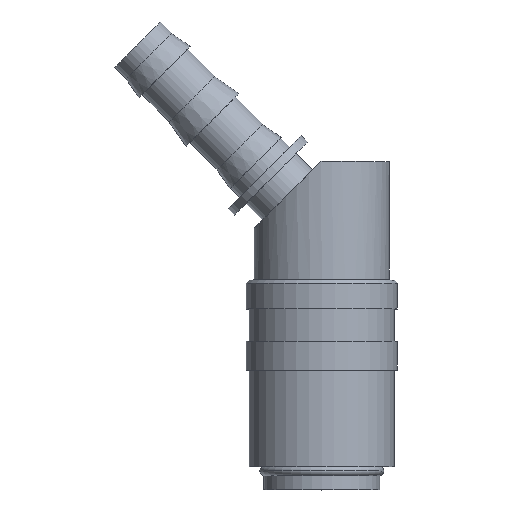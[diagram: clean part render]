
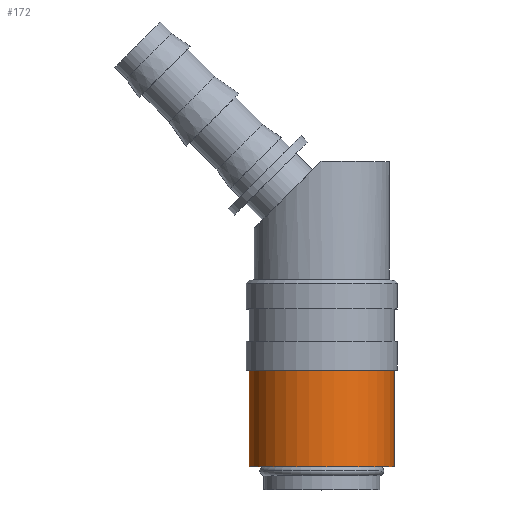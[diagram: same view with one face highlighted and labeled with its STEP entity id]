
A CAD part, top view. The second image highlights one B-rep face of the part: STEP entity #172.
In plain terms, the highlighted cylindrical face has radius 11.25 mm (diameter 22.5 mm), a partial arc.
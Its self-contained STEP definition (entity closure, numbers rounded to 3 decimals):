
#172=ADVANCED_FACE('',(#364),#365,.T.);
#364=FACE_OUTER_BOUND('',#565,.T.);
#365=CYLINDRICAL_SURFACE('',#566,11.25);
#565=EDGE_LOOP('',(#976,#977,#978,#979));
#566=AXIS2_PLACEMENT_3D('',#980,#981,#982);
#976=ORIENTED_EDGE('',*,*,#1251,.T.);
#977=ORIENTED_EDGE('',*,*,#1261,.F.);
#978=ORIENTED_EDGE('',*,*,#1252,.T.);
#979=ORIENTED_EDGE('',*,*,#1171,.T.);
#980=CARTESIAN_POINT('',(0.0,11.1,0.0));
#981=DIRECTION('',(-0.0,1.0,0.0));
#982=DIRECTION('',(1.0,0.0,0.0));
#1171=EDGE_CURVE('',#1402,#1401,#1404,.T.);
#1251=EDGE_CURVE('',#1401,#1511,#1512,.T.);
#1252=EDGE_CURVE('',#1513,#1402,#1514,.T.);
#1261=EDGE_CURVE('',#1513,#1511,#1523,.T.);
#1401=VERTEX_POINT('',#1737);
#1402=VERTEX_POINT('',#1738);
#1404=CIRCLE('',#1740,11.25);
#1511=VERTEX_POINT('',#1920);
#1512=LINE('',#1921,#1922);
#1513=VERTEX_POINT('',#1923);
#1514=LINE('',#1924,#1925);
#1523=CIRCLE('',#1934,11.25);
#1737=CARTESIAN_POINT('',(11.25,3.6,0.0));
#1738=CARTESIAN_POINT('',(-11.25,3.6,0.));
#1740=AXIS2_PLACEMENT_3D('',#2089,#2090,#2091);
#1920=CARTESIAN_POINT('',(11.25,18.6,0.0));
#1921=CARTESIAN_POINT('',(11.25,11.1,0.));
#1922=VECTOR('',#2213,1.0);
#1923=CARTESIAN_POINT('',(-11.25,18.6,0.));
#1924=CARTESIAN_POINT('',(-11.25,11.1,0.));
#1925=VECTOR('',#2214,1.0);
#1934=AXIS2_PLACEMENT_3D('',#2227,#2228,#2229);
#2089=CARTESIAN_POINT('',(0.0,3.6,0.0));
#2090=DIRECTION('',(-0.0,1.0,0.0));
#2091=DIRECTION('',(1.0,0.0,0.0));
#2213=DIRECTION('',(0.0,1.0,0.0));
#2214=DIRECTION('',(-0.0,-1.0,-0.0));
#2227=CARTESIAN_POINT('',(0.0,18.6,0.0));
#2228=DIRECTION('',(-0.0,1.0,0.0));
#2229=DIRECTION('',(1.0,0.0,0.0));
